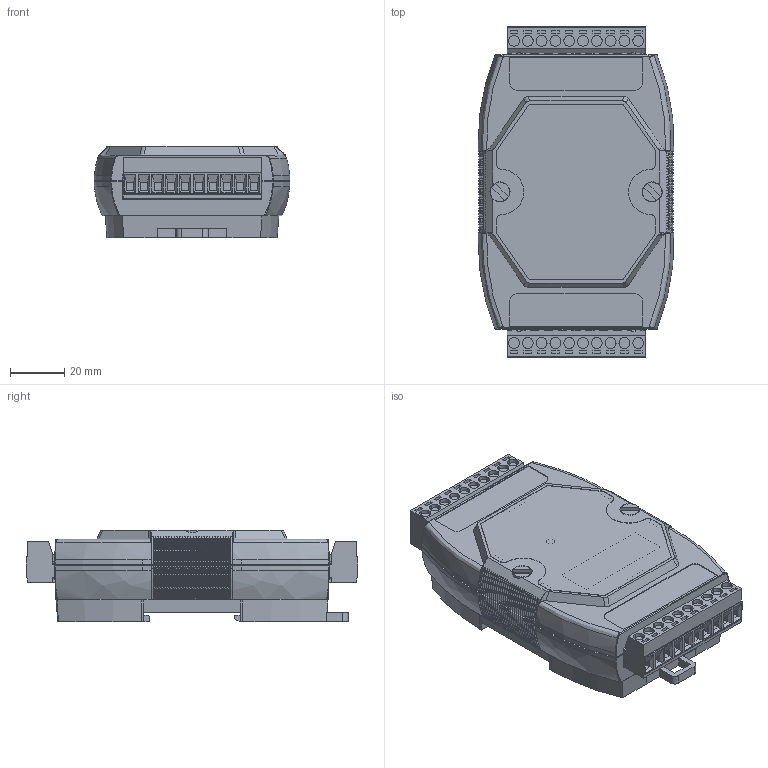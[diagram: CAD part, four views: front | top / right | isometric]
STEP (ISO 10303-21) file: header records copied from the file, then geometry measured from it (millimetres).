
FILE_DESCRIPTION (( 'STEP AP203' ), '1' );
FILE_NAME ('7000_10P_10P_B_P_N_NS.STEP', '2022-10-12T03:18:55', ( 'Windows 使用者' ), ( '' ), 'SwSTEP 2.0', 'SolidWorks 2020', '' );
FILE_SCHEMA (( 'CONFIG_CONTROL_DESIGN' ));
Length unit declared in the file: millimetre
Products named in the file (10): 4SIPP-701-BB_NS; 4SIPP-701-AB_N; 7K_PCB; 4SAPP-005-A; 7K_Sticker; 10 pin 5.08; Block-5.08-10pin-M; 7000_10P_10P_B_P_N_NS; 7000-PCGai.sldasm-Part-1; DC-PowerPin(5.08)-10pin-90
Assembly tree (11 placements, depth 3):
  7000_10P_10P_B_P_N_NS
    4SIPP-701-BB_NS
    4SIPP-701-AB_N
    4SAPP-005-A
    7000-PCGai.sldasm-Part-1  x2
    7K_PCB
    7K_Sticker
    10 pin 5.08  x2
      Block-5.08-10pin-M
      DC-PowerPin(5.08)-10pin-90
Bounding box: 72.04 x 122 x 33.6 mm (x, y, z)
Volume: 68751.7 mm3; surface area: 86407.4 mm2
Topology: 11 solids, 11 shells, 3302 faces, 9153 edges, 5997 vertices
Faces by surface type: plane 1847, cylinder 535, bspline 340, cone 302, torus 236, sphere 42
Entity records: 94280 total; most frequent: CARTESIAN_POINT 34400, ORIENTED_EDGE 13884, DIRECTION 10419, EDGE_CURVE 6942, VERTEX_POINT 4563, AXIS2_PLACEMENT_3D 3807, VECTOR 2805, LINE 2805
